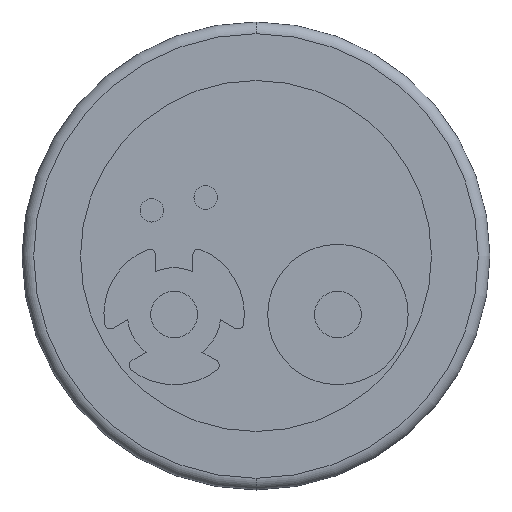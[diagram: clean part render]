
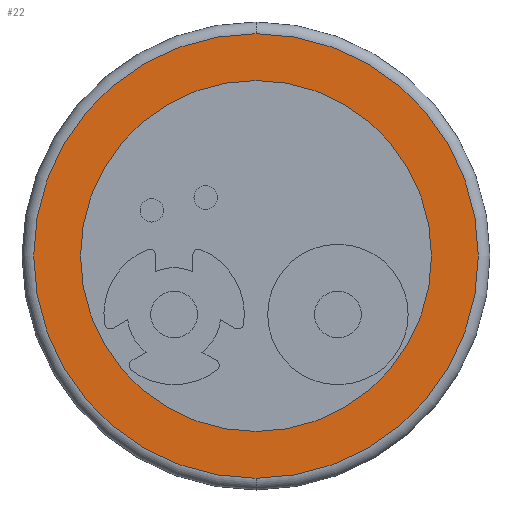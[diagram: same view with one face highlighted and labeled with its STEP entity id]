
A CAD part, front view. The second image highlights one B-rep face of the part: STEP entity #22.
In plain terms, the highlighted planar face has unit normal (0, -1, 0).
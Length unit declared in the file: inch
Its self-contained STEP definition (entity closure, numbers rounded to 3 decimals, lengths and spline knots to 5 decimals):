
#2 = CARTESIAN_POINT ( 'NONE',  ( 0., 0.06031, 0.08779 ) ) ;
#21 = VERTEX_POINT ( 'NONE', #2 ) ;
#22 = ADVANCED_FACE ( 'NONE', ( #1316, #812 ), #1447, .T. ) ;
#80 = EDGE_CURVE ( 'NONE', #1318, #714, #1432, .T. ) ;
#108 = ORIENTED_EDGE ( 'NONE', *, *, #688, .F. ) ;
#212 = AXIS2_PLACEMENT_3D ( 'NONE', #1339, #804, #924 ) ;
#236 = ORIENTED_EDGE ( 'NONE', *, *, #1022, .T. ) ;
#253 = DIRECTION ( 'NONE',  ( 0., -1., 0. ) ) ;
#270 = CIRCLE ( 'NONE', #1188, 0.05906 ) ;
#342 = CARTESIAN_POINT ( 'NONE',  ( 0., 0.06031, 0.02874 ) ) ;
#348 = DIRECTION ( 'NONE',  ( 0., -1., 0. ) ) ;
#410 = CARTESIAN_POINT ( 'NONE',  ( 0., 0.06031, -0.04606 ) ) ;
#450 = ORIENTED_EDGE ( 'NONE', *, *, #1430, .F. ) ;
#462 = AXIS2_PLACEMENT_3D ( 'NONE', #796, #253, #1721 ) ;
#489 = DIRECTION ( 'NONE',  ( 0., -1., 0. ) ) ;
#628 = DIRECTION ( 'NONE',  ( 0., 0., -1. ) ) ;
#632 = CIRCLE ( 'NONE', #1597, 0.05906 ) ;
#688 = EDGE_CURVE ( 'NONE', #1598, #21, #632, .T. ) ;
#714 = VERTEX_POINT ( 'NONE', #410 ) ;
#778 = EDGE_LOOP ( 'NONE', ( #236, #1655 ) ) ;
#796 = CARTESIAN_POINT ( 'NONE',  ( 0., 0.06031, 0.02874 ) ) ;
#804 = DIRECTION ( 'NONE',  ( 0., -1., 0. ) ) ;
#812 = FACE_OUTER_BOUND ( 'NONE', #778, .T. ) ;
#816 = DIRECTION ( 'NONE',  ( 0., 0., -1. ) ) ;
#924 = DIRECTION ( 'NONE',  ( 0., 0., -1. ) ) ;
#968 = CARTESIAN_POINT ( 'NONE',  ( 0., 0.06031, -0.03032 ) ) ;
#981 = EDGE_LOOP ( 'NONE', ( #108, #450 ) ) ;
#1022 = EDGE_CURVE ( 'NONE', #714, #1318, #1402, .T. ) ;
#1028 = DIRECTION ( 'NONE',  ( 0., 0., -1. ) ) ;
#1185 = DIRECTION ( 'NONE',  ( 0., -1., 0. ) ) ;
#1188 = AXIS2_PLACEMENT_3D ( 'NONE', #342, #348, #628 ) ;
#1316 = FACE_BOUND ( 'NONE', #981, .T. ) ;
#1318 = VERTEX_POINT ( 'NONE', #1502 ) ;
#1329 = CARTESIAN_POINT ( 'NONE',  ( 0., 0.06031, 0.02874 ) ) ;
#1339 = CARTESIAN_POINT ( 'NONE',  ( 0., 0.06031, 0.02874 ) ) ;
#1402 = CIRCLE ( 'NONE', #1628, 0.0748 ) ;
#1430 = EDGE_CURVE ( 'NONE', #21, #1598, #270, .T. ) ;
#1432 = CIRCLE ( 'NONE', #212, 0.0748 ) ;
#1447 = PLANE ( 'NONE',  #462 ) ;
#1502 = CARTESIAN_POINT ( 'NONE',  ( 0., 0.06031, 0.10354 ) ) ;
#1597 = AXIS2_PLACEMENT_3D ( 'NONE', #1329, #1185, #816 ) ;
#1598 = VERTEX_POINT ( 'NONE', #968 ) ;
#1628 = AXIS2_PLACEMENT_3D ( 'NONE', #1683, #489, #1028 ) ;
#1655 = ORIENTED_EDGE ( 'NONE', *, *, #80, .T. ) ;
#1683 = CARTESIAN_POINT ( 'NONE',  ( 0., 0.06031, 0.02874 ) ) ;
#1721 = DIRECTION ( 'NONE',  ( 0., 0., -1. ) ) ;
